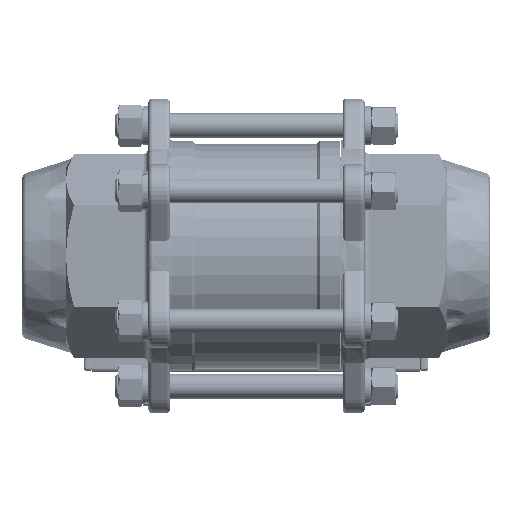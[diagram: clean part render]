
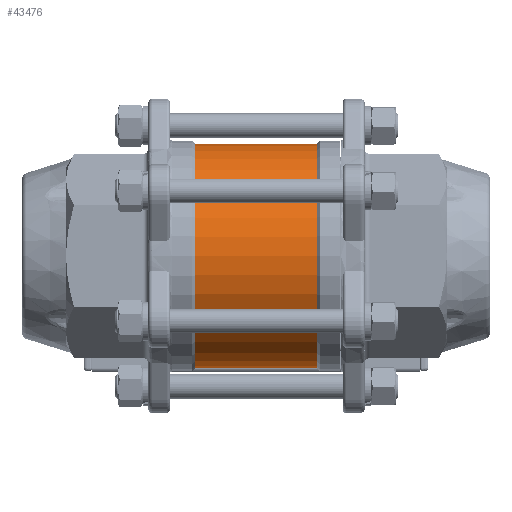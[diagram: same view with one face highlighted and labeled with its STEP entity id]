
A CAD part, front view. The second image highlights one B-rep face of the part: STEP entity #43476.
In plain terms, the highlighted cylindrical face has radius 54.5 mm (diameter 109 mm), a partial arc.
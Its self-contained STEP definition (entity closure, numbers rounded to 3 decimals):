
#4694=LINE('',#84876,#6884);
#4695=LINE('',#84878,#6885);
#6884=VECTOR('',#52260,1000.);
#6885=VECTOR('',#52261,1000.);
#8826=CYLINDRICAL_SURFACE('',#46802,54.5);
#11375=ORIENTED_EDGE('',*,*,#23942,.F.);
#11376=ORIENTED_EDGE('',*,*,#23939,.T.);
#11377=ORIENTED_EDGE('',*,*,#23943,.T.);
#11378=ORIENTED_EDGE('',*,*,#23944,.F.);
#23939=EDGE_CURVE('',#30281,#30279,#34129,.T.);
#23942=EDGE_CURVE('',#30281,#30283,#4694,.T.);
#23943=EDGE_CURVE('',#30279,#30284,#4695,.T.);
#23944=EDGE_CURVE('',#30283,#30284,#34131,.T.);
#30279=VERTEX_POINT('',#84868);
#30281=VERTEX_POINT('',#84871);
#30283=VERTEX_POINT('',#84877);
#30284=VERTEX_POINT('',#84879);
#34129=CIRCLE('',#46800,54.5);
#34131=CIRCLE('',#46803,54.5);
#36591=EDGE_LOOP('',(#11375,#11376,#11377,#11378));
#39855=FACE_BOUND('',#36591,.T.);
#43476=ADVANCED_FACE('',(#39855),#8826,.T.);
#46800=AXIS2_PLACEMENT_3D('',#84870,#52253,#52254);
#46802=AXIS2_PLACEMENT_3D('',#84875,#52258,#52259);
#46803=AXIS2_PLACEMENT_3D('',#84880,#52262,#52263);
#52253=DIRECTION('',(-1.,0.,0.));
#52254=DIRECTION('',(0.,0.,1.));
#52258=DIRECTION('',(-1.,0.,0.));
#52259=DIRECTION('',(0.,0.,1.));
#52260=DIRECTION('',(-1.,0.,0.));
#52261=DIRECTION('',(-1.,0.,0.));
#52262=DIRECTION('',(-1.,0.,0.));
#52263=DIRECTION('',(0.,0.,1.));
#84868=CARTESIAN_POINT('',(71.5,0.,54.5));
#84870=CARTESIAN_POINT('',(71.5,0.,0.));
#84871=CARTESIAN_POINT('',(71.5,0.,-54.5));
#84875=CARTESIAN_POINT('',(0.,0.,0.));
#84876=CARTESIAN_POINT('',(0.,0.,-54.5));
#84877=CARTESIAN_POINT('',(12.5,0.,-54.5));
#84878=CARTESIAN_POINT('',(0.,0.,54.5));
#84879=CARTESIAN_POINT('',(12.5,0.,54.5));
#84880=CARTESIAN_POINT('',(12.5,0.,0.));
